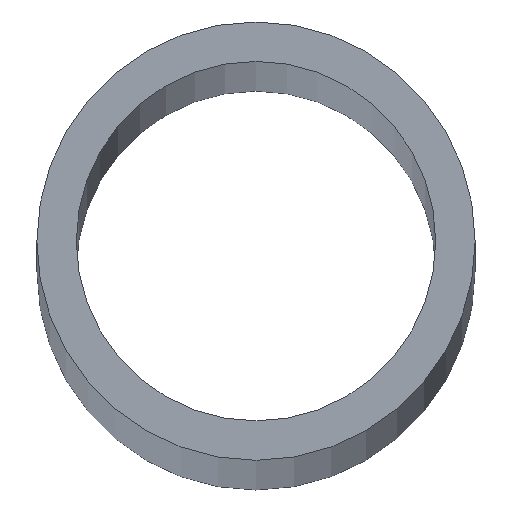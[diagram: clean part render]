
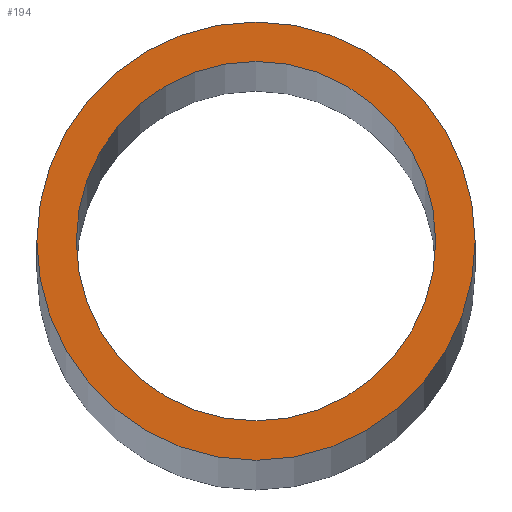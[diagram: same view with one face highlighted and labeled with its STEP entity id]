
A CAD part, top view. The second image highlights one B-rep face of the part: STEP entity #194.
In plain terms, the highlighted planar face has unit normal (0, 0, 1).
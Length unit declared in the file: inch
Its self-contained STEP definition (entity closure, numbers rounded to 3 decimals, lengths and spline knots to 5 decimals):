
#13 = CARTESIAN_POINT ( 'NONE',  ( 0., 0., 216. ) ) ;
#15 = FACE_BOUND ( 'NONE', #195, .T. ) ;
#28 = ORIENTED_EDGE ( 'NONE', *, *, #167, .F. ) ;
#32 = DIRECTION ( 'NONE',  ( 0., 0., 1. ) ) ;
#34 = DIRECTION ( 'NONE',  ( 0., 0., 1. ) ) ;
#41 = VERTEX_POINT ( 'NONE', #82 ) ;
#46 = DIRECTION ( 'NONE',  ( 0., 0., 1. ) ) ;
#50 = EDGE_CURVE ( 'NONE', #100, #221, #174, .T. ) ;
#53 = AXIS2_PLACEMENT_3D ( 'NONE', #199, #46, #78 ) ;
#54 = ORIENTED_EDGE ( 'NONE', *, *, #209, .F. ) ;
#59 = CARTESIAN_POINT ( 'NONE',  ( 0., 0., 216. ) ) ;
#69 = CIRCLE ( 'NONE', #74, 2.28 ) ;
#74 = AXIS2_PLACEMENT_3D ( 'NONE', #59, #32, #230 ) ;
#78 = DIRECTION ( 'NONE',  ( 1., 0., 0. ) ) ;
#82 = CARTESIAN_POINT ( 'NONE',  ( -2.28, 0., 216. ) ) ;
#86 = DIRECTION ( 'NONE',  ( 0., 0., 1. ) ) ;
#95 = EDGE_LOOP ( 'NONE', ( #229, #157 ) ) ;
#100 = VERTEX_POINT ( 'NONE', #237 ) ;
#109 = AXIS2_PLACEMENT_3D ( 'NONE', #13, #86, #110 ) ;
#110 = DIRECTION ( 'NONE',  ( 1., 0., 0. ) ) ;
#124 = AXIS2_PLACEMENT_3D ( 'NONE', #244, #228, #132 ) ;
#131 = AXIS2_PLACEMENT_3D ( 'NONE', #175, #34, #205 ) ;
#132 = DIRECTION ( 'NONE',  ( 1., 0., 0. ) ) ;
#135 = VERTEX_POINT ( 'NONE', #184 ) ;
#157 = ORIENTED_EDGE ( 'NONE', *, *, #223, .T. ) ;
#167 = EDGE_CURVE ( 'NONE', #41, #135, #213, .T. ) ;
#172 = PLANE ( 'NONE',  #109 ) ;
#174 = CIRCLE ( 'NONE', #53, 2.78 ) ;
#175 = CARTESIAN_POINT ( 'NONE',  ( 0., 0., 216. ) ) ;
#184 = CARTESIAN_POINT ( 'NONE',  ( 2.28, 0., 216. ) ) ;
#189 = CARTESIAN_POINT ( 'NONE',  ( 2.78, 0., 216. ) ) ;
#194 = ADVANCED_FACE ( 'NONE', ( #210, #15 ), #172, .T. ) ;
#195 = EDGE_LOOP ( 'NONE', ( #28, #54 ) ) ;
#199 = CARTESIAN_POINT ( 'NONE',  ( 0., 0., 216. ) ) ;
#205 = DIRECTION ( 'NONE',  ( 1., 0., 0. ) ) ;
#206 = CIRCLE ( 'NONE', #131, 2.78 ) ;
#209 = EDGE_CURVE ( 'NONE', #135, #41, #69, .T. ) ;
#210 = FACE_OUTER_BOUND ( 'NONE', #95, .T. ) ;
#213 = CIRCLE ( 'NONE', #124, 2.28 ) ;
#221 = VERTEX_POINT ( 'NONE', #189 ) ;
#223 = EDGE_CURVE ( 'NONE', #221, #100, #206, .T. ) ;
#228 = DIRECTION ( 'NONE',  ( 0., 0., 1. ) ) ;
#229 = ORIENTED_EDGE ( 'NONE', *, *, #50, .T. ) ;
#230 = DIRECTION ( 'NONE',  ( 1., 0., 0. ) ) ;
#237 = CARTESIAN_POINT ( 'NONE',  ( -2.78, 0., 216. ) ) ;
#244 = CARTESIAN_POINT ( 'NONE',  ( 0., 0., 216. ) ) ;
